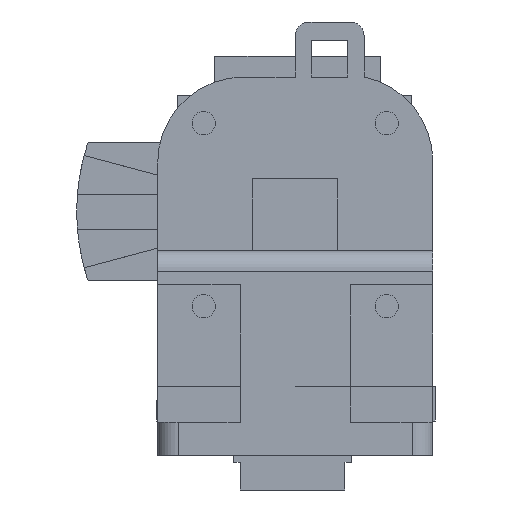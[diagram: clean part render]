
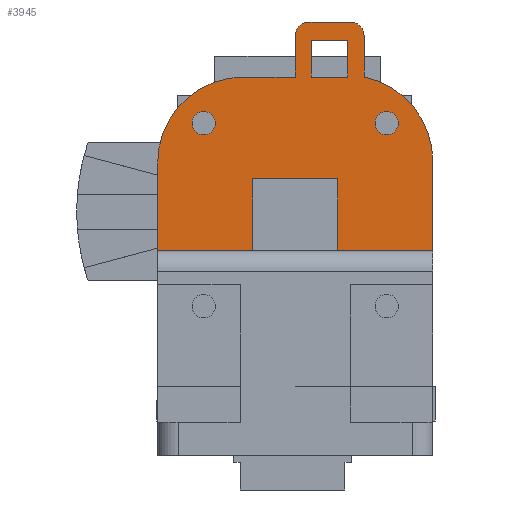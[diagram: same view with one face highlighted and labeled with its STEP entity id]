
A CAD part, left-side view. The second image highlights one B-rep face of the part: STEP entity #3945.
In plain terms, the highlighted planar face has unit normal (-1, 0, 0).
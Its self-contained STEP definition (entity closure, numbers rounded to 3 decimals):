
#113=FACE_BOUND('',#630,.T.);
#114=FACE_BOUND('',#631,.T.);
#115=FACE_BOUND('',#632,.T.);
#180=CIRCLE('',#4214,12.5);
#182=CIRCLE('',#4218,12.5);
#185=CIRCLE('',#4222,1.7);
#187=CIRCLE('',#4225,1.7);
#192=CIRCLE('',#4238,2.);
#193=CIRCLE('',#4241,2.);
#406=FACE_OUTER_BOUND('',#629,.T.);
#629=EDGE_LOOP('',(#2913,#2914,#2915,#2916,#2917,#2918,#2919,#2920,#2921,
#2922,#2923,#2924,#2925,#2926,#2927,#2928));
#630=EDGE_LOOP('',(#2929));
#631=EDGE_LOOP('',(#2930));
#632=EDGE_LOOP('',(#2931,#2932,#2933,#2934));
#868=LINE('',#5721,#1289);
#898=LINE('',#5785,#1319);
#928=LINE('',#5848,#1349);
#934=LINE('',#5874,#1355);
#938=LINE('',#5881,#1359);
#940=LINE('',#5886,#1361);
#952=LINE('',#5915,#1373);
#954=LINE('',#5919,#1375);
#956=LINE('',#5923,#1377);
#959=LINE('',#5931,#1380);
#961=LINE('',#5937,#1382);
#963=LINE('',#5941,#1384);
#965=LINE('',#5945,#1386);
#966=LINE('',#5947,#1387);
#967=LINE('',#5949,#1388);
#968=LINE('',#5950,#1389);
#1289=VECTOR('',#4591,10.);
#1319=VECTOR('',#4635,10.);
#1349=VECTOR('',#4697,10.);
#1355=VECTOR('',#4723,10.);
#1359=VECTOR('',#4729,10.);
#1361=VECTOR('',#4733,10.);
#1373=VECTOR('',#4757,10.);
#1375=VECTOR('',#4761,10.);
#1377=VECTOR('',#4765,10.);
#1380=VECTOR('',#4774,10.);
#1382=VECTOR('',#4782,10.);
#1384=VECTOR('',#4786,10.);
#1386=VECTOR('',#4790,10.);
#1387=VECTOR('',#4793,10.);
#1388=VECTOR('',#4796,10.);
#1389=VECTOR('',#4797,10.);
#1713=VERTEX_POINT('',#5718);
#1714=VERTEX_POINT('',#5720);
#1740=VERTEX_POINT('',#5782);
#1741=VERTEX_POINT('',#5784);
#1753=VERTEX_POINT('',#5835);
#1755=VERTEX_POINT('',#5841);
#1758=VERTEX_POINT('',#5846);
#1759=VERTEX_POINT('',#5850);
#1762=VERTEX_POINT('',#5858);
#1764=VERTEX_POINT('',#5864);
#1767=VERTEX_POINT('',#5871);
#1768=VERTEX_POINT('',#5873);
#1770=VERTEX_POINT('',#5879);
#1772=VERTEX_POINT('',#5885);
#1783=VERTEX_POINT('',#5913);
#1784=VERTEX_POINT('',#5917);
#1785=VERTEX_POINT('',#5921);
#1786=VERTEX_POINT('',#5925);
#1787=VERTEX_POINT('',#5929);
#1788=VERTEX_POINT('',#5933);
#1789=VERTEX_POINT('',#5939);
#1790=VERTEX_POINT('',#5943);
#2090=EDGE_CURVE('',#1713,#1714,#868,.T.);
#2123=EDGE_CURVE('',#1740,#1741,#898,.T.);
#2149=EDGE_CURVE('',#1714,#1753,#180,.T.);
#2155=EDGE_CURVE('',#1755,#1758,#928,.T.);
#2156=EDGE_CURVE('',#1759,#1740,#182,.T.);
#2161=EDGE_CURVE('',#1762,#1762,#185,.T.);
#2164=EDGE_CURVE('',#1764,#1764,#187,.T.);
#2167=EDGE_CURVE('',#1768,#1767,#934,.T.);
#2171=EDGE_CURVE('',#1767,#1770,#938,.T.);
#2173=EDGE_CURVE('',#1772,#1768,#940,.T.);
#2189=EDGE_CURVE('',#1783,#1753,#952,.T.);
#2191=EDGE_CURVE('',#1759,#1784,#954,.T.);
#2193=EDGE_CURVE('',#1784,#1785,#956,.T.);
#2195=EDGE_CURVE('',#1785,#1786,#192,.T.);
#2197=EDGE_CURVE('',#1786,#1787,#959,.T.);
#2199=EDGE_CURVE('',#1787,#1788,#193,.T.);
#2200=EDGE_CURVE('',#1788,#1783,#961,.T.);
#2202=EDGE_CURVE('',#1758,#1789,#963,.T.);
#2204=EDGE_CURVE('',#1789,#1790,#965,.T.);
#2205=EDGE_CURVE('',#1790,#1755,#966,.T.);
#2206=EDGE_CURVE('',#1770,#1741,#967,.T.);
#2207=EDGE_CURVE('',#1713,#1772,#968,.T.);
#2913=ORIENTED_EDGE('',*,*,#2206,.T.);
#2914=ORIENTED_EDGE('',*,*,#2123,.F.);
#2915=ORIENTED_EDGE('',*,*,#2156,.F.);
#2916=ORIENTED_EDGE('',*,*,#2191,.T.);
#2917=ORIENTED_EDGE('',*,*,#2193,.T.);
#2918=ORIENTED_EDGE('',*,*,#2195,.T.);
#2919=ORIENTED_EDGE('',*,*,#2197,.T.);
#2920=ORIENTED_EDGE('',*,*,#2199,.T.);
#2921=ORIENTED_EDGE('',*,*,#2200,.T.);
#2922=ORIENTED_EDGE('',*,*,#2189,.T.);
#2923=ORIENTED_EDGE('',*,*,#2149,.F.);
#2924=ORIENTED_EDGE('',*,*,#2090,.F.);
#2925=ORIENTED_EDGE('',*,*,#2207,.T.);
#2926=ORIENTED_EDGE('',*,*,#2173,.T.);
#2927=ORIENTED_EDGE('',*,*,#2167,.T.);
#2928=ORIENTED_EDGE('',*,*,#2171,.T.);
#2929=ORIENTED_EDGE('',*,*,#2164,.T.);
#2930=ORIENTED_EDGE('',*,*,#2161,.T.);
#2931=ORIENTED_EDGE('',*,*,#2155,.T.);
#2932=ORIENTED_EDGE('',*,*,#2202,.T.);
#2933=ORIENTED_EDGE('',*,*,#2204,.T.);
#2934=ORIENTED_EDGE('',*,*,#2205,.T.);
#3786=PLANE('',#4257);
#3945=ADVANCED_FACE('',(#406,#113,#114,#115),#3786,.F.);
#4214=AXIS2_PLACEMENT_3D('',#5836,#4687,#4688);
#4218=AXIS2_PLACEMENT_3D('',#5851,#4700,#4701);
#4222=AXIS2_PLACEMENT_3D('',#5860,#4710,#4711);
#4225=AXIS2_PLACEMENT_3D('',#5866,#4717,#4718);
#4238=AXIS2_PLACEMENT_3D('',#5927,#4769,#4770);
#4241=AXIS2_PLACEMENT_3D('',#5935,#4778,#4779);
#4257=AXIS2_PLACEMENT_3D('',#5984,#4834,#4835);
#4591=DIRECTION('',(0.,0.,1.));
#4635=DIRECTION('',(0.,0.,-1.));
#4687=DIRECTION('center_axis',(1.,0.,0.));
#4688=DIRECTION('ref_axis',(0.,0.707,0.707));
#4697=DIRECTION('',(0.,1.,0.));
#4700=DIRECTION('center_axis',(1.,0.,0.));
#4701=DIRECTION('ref_axis',(0.,-0.2,0.98));
#4710=DIRECTION('center_axis',(1.,0.,0.));
#4711=DIRECTION('ref_axis',(0.,1.,0.));
#4717=DIRECTION('center_axis',(1.,0.,0.));
#4718=DIRECTION('ref_axis',(0.,1.,0.));
#4723=DIRECTION('',(0.,-1.,0.));
#4729=DIRECTION('',(0.,0.,-1.));
#4733=DIRECTION('',(0.,0.,1.));
#4757=DIRECTION('',(0.,1.,0.));
#4761=DIRECTION('',(0.,-1.,0.));
#4765=DIRECTION('',(0.,0.,1.));
#4769=DIRECTION('center_axis',(-1.,0.,0.));
#4770=DIRECTION('ref_axis',(0.,-1.,0.));
#4774=DIRECTION('',(0.,1.,0.));
#4778=DIRECTION('center_axis',(-1.,0.,0.));
#4779=DIRECTION('ref_axis',(0.,0.,1.));
#4782=DIRECTION('',(0.,0.,-1.));
#4786=DIRECTION('',(0.,0.,1.));
#4790=DIRECTION('',(0.,-1.,0.));
#4793=DIRECTION('',(0.,0.,-1.));
#4796=DIRECTION('',(0.,-1.,0.));
#4797=DIRECTION('',(0.,-1.,0.));
#4834=DIRECTION('center_axis',(1.,0.,0.));
#4835=DIRECTION('ref_axis',(0.,1.,0.));
#5718=CARTESIAN_POINT('',(35.,20.,19.8));
#5720=CARTESIAN_POINT('',(35.,20.,32.5));
#5721=CARTESIAN_POINT('',(35.,20.,5.));
#5782=CARTESIAN_POINT('',(35.,-20.,32.752));
#5784=CARTESIAN_POINT('',(35.,-20.,19.8));
#5785=CARTESIAN_POINT('',(35.,-20.,10.));
#5835=CARTESIAN_POINT('',(35.,7.5,45.));
#5836=CARTESIAN_POINT('Origin',(35.,7.5,32.5));
#5841=CARTESIAN_POINT('',(35.,-7.65,45.));
#5846=CARTESIAN_POINT('',(35.,-2.35,45.));
#5848=CARTESIAN_POINT('',(35.,0.,45.));
#5850=CARTESIAN_POINT('',(35.,-9.999,45.));
#5851=CARTESIAN_POINT('Origin',(35.,-7.5,32.752));
#5858=CARTESIAN_POINT('',(35.,11.6,38.3));
#5860=CARTESIAN_POINT('Origin',(35.,13.3,38.3));
#5864=CARTESIAN_POINT('',(35.,-15.,38.3));
#5866=CARTESIAN_POINT('Origin',(35.,-13.3,38.3));
#5871=CARTESIAN_POINT('',(35.,-6.2,30.2));
#5873=CARTESIAN_POINT('',(35.,6.2,30.2));
#5874=CARTESIAN_POINT('',(35.,-3.1,30.2));
#5879=CARTESIAN_POINT('',(35.,-6.2,19.8));
#5881=CARTESIAN_POINT('',(35.,-6.2,24.4));
#5885=CARTESIAN_POINT('',(35.,6.2,19.8));
#5886=CARTESIAN_POINT('',(35.,6.2,29.6));
#5913=CARTESIAN_POINT('',(35.,0.,45.));
#5915=CARTESIAN_POINT('',(35.,0.,45.));
#5917=CARTESIAN_POINT('',(35.,-10.,45.));
#5919=CARTESIAN_POINT('',(35.,0.,45.));
#5921=CARTESIAN_POINT('',(35.,-10.,51.));
#5923=CARTESIAN_POINT('',(35.,-10.,45.));
#5925=CARTESIAN_POINT('',(35.,-8.,53.));
#5927=CARTESIAN_POINT('Origin',(35.,-8.,51.));
#5929=CARTESIAN_POINT('',(35.,-2.,53.));
#5931=CARTESIAN_POINT('',(35.,-8.,53.));
#5933=CARTESIAN_POINT('',(35.,0.,51.));
#5935=CARTESIAN_POINT('Origin',(35.,-2.,51.));
#5937=CARTESIAN_POINT('',(35.,0.,51.));
#5939=CARTESIAN_POINT('',(35.,-2.35,50.3));
#5941=CARTESIAN_POINT('',(35.,-2.35,50.3));
#5943=CARTESIAN_POINT('',(35.,-7.65,50.3));
#5945=CARTESIAN_POINT('',(35.,-7.65,50.3));
#5947=CARTESIAN_POINT('',(35.,-7.65,45.));
#5949=CARTESIAN_POINT('',(35.,-10.,19.8));
#5950=CARTESIAN_POINT('',(35.,-10.,19.8));
#5984=CARTESIAN_POINT('Origin',(35.,0.,29.));
